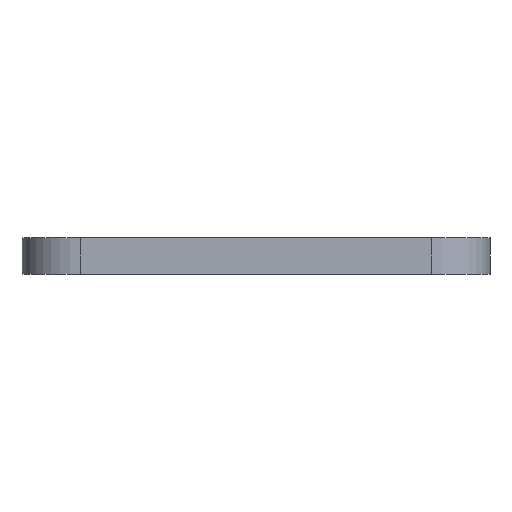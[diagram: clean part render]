
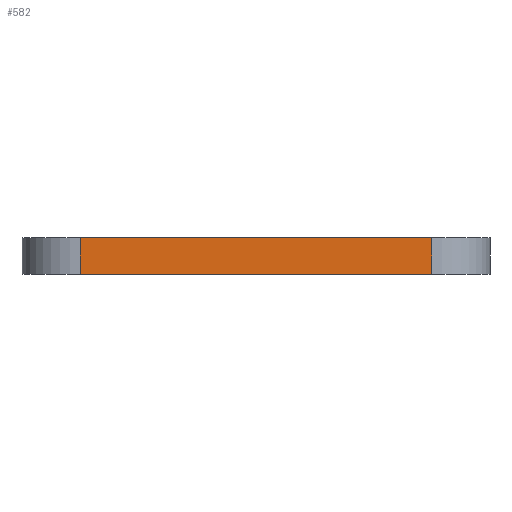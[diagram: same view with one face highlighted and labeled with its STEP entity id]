
A CAD part, front view. The second image highlights one B-rep face of the part: STEP entity #582.
In plain terms, the highlighted planar face has unit normal (0, -1, 0).
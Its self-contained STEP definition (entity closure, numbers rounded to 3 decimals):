
#41=PLANE('',#667);
#60=FACE_OUTER_BOUND('',#83,.T.);
#83=EDGE_LOOP('',(#456,#457,#458,#459));
#132=LINE('',#1000,#161);
#133=LINE('',#1002,#162);
#134=LINE('',#1004,#163);
#135=LINE('',#1005,#164);
#161=VECTOR('',#824,10.);
#162=VECTOR('',#825,10.);
#163=VECTOR('',#826,10.);
#164=VECTOR('',#827,10.);
#281=VERTEX_POINT('',#998);
#282=VERTEX_POINT('',#999);
#283=VERTEX_POINT('',#1001);
#284=VERTEX_POINT('',#1003);
#358=EDGE_CURVE('',#281,#282,#132,.T.);
#359=EDGE_CURVE('',#282,#283,#133,.T.);
#360=EDGE_CURVE('',#284,#283,#134,.T.);
#361=EDGE_CURVE('',#281,#284,#135,.T.);
#456=ORIENTED_EDGE('',*,*,#358,.T.);
#457=ORIENTED_EDGE('',*,*,#359,.T.);
#458=ORIENTED_EDGE('',*,*,#360,.F.);
#459=ORIENTED_EDGE('',*,*,#361,.F.);
#582=ADVANCED_FACE('',(#60),#41,.T.);
#667=AXIS2_PLACEMENT_3D('',#997,#822,#823);
#822=DIRECTION('center_axis',(0.,-1.,0.));
#823=DIRECTION('ref_axis',(1.,0.,0.));
#824=DIRECTION('',(1.,0.,0.));
#825=DIRECTION('',(0.,0.,1.));
#826=DIRECTION('',(1.,0.,0.));
#827=DIRECTION('',(0.,0.,1.));
#997=CARTESIAN_POINT('Origin',(2.54,0.,0.));
#998=CARTESIAN_POINT('',(2.54,0.,0.));
#999=CARTESIAN_POINT('',(17.78,0.,0.));
#1000=CARTESIAN_POINT('',(2.54,0.,0.));
#1001=CARTESIAN_POINT('',(17.78,0.,1.6));
#1002=CARTESIAN_POINT('',(17.78,0.,0.));
#1003=CARTESIAN_POINT('',(2.54,0.,1.6));
#1004=CARTESIAN_POINT('',(2.54,0.,1.6));
#1005=CARTESIAN_POINT('',(2.54,0.,0.));
